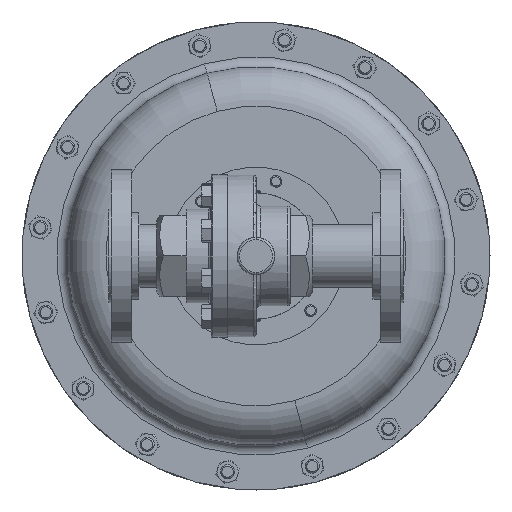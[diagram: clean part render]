
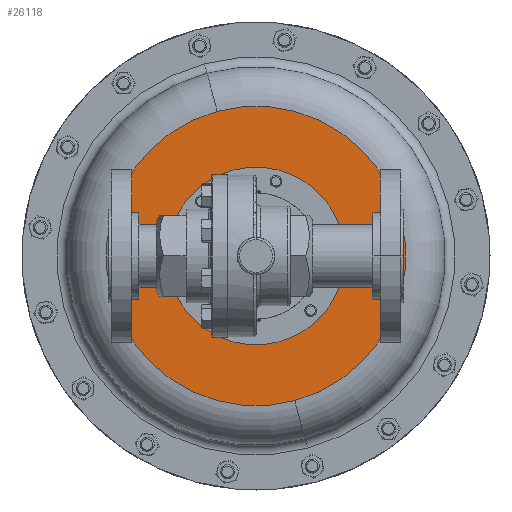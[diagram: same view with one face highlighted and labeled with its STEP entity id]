
A CAD part, front view. The second image highlights one B-rep face of the part: STEP entity #26118.
In plain terms, the highlighted planar face has unit normal (0, -1, 0).
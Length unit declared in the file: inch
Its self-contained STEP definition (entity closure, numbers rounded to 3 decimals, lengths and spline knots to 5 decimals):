
#1604 = DIRECTION ( 'NONE',  ( 0.707, 0., 0.707 ) ) ;
#2703 = EDGE_CURVE ( 'NONE', #21418, #31429, #32565, .T. ) ;
#3973 = VERTEX_POINT ( 'NONE', #32947 ) ;
#7169 = ORIENTED_EDGE ( 'NONE', *, *, #17029, .F. ) ;
#7732 = EDGE_LOOP ( 'NONE', ( #27603, #8626 ) ) ;
#8626 = ORIENTED_EDGE ( 'NONE', *, *, #11404, .T. ) ;
#8686 = CARTESIAN_POINT ( 'NONE',  ( 6.14683, 9.57865, 4.90898 ) ) ;
#8815 = FACE_OUTER_BOUND ( 'NONE', #15197, .T. ) ;
#11404 = EDGE_CURVE ( 'NONE', #27224, #3973, #14888, .T. ) ;
#11506 = CARTESIAN_POINT ( 'NONE',  ( 2.28313, 9.57865, 3.87371 ) ) ;
#11645 = DIRECTION ( 'NONE',  ( 0., -1., 0. ) ) ;
#11979 = CIRCLE ( 'NONE', #35585, 4. ) ;
#11995 = CARTESIAN_POINT ( 'NONE',  ( 2.28313, 9.57865, 3.87371 ) ) ;
#13137 = CIRCLE ( 'NONE', #21199, 2.375 ) ;
#14125 = AXIS2_PLACEMENT_3D ( 'NONE', #8686, #11645, #32220 ) ;
#14464 = DIRECTION ( 'NONE',  ( -0.259, 0., 0.966 ) ) ;
#14888 = CIRCLE ( 'NONE', #34804, 2.375 ) ;
#14960 = DIRECTION ( 'NONE',  ( 0.707, 0., 0.707 ) ) ;
#15197 = EDGE_LOOP ( 'NONE', ( #7169, #23801 ) ) ;
#15617 = CARTESIAN_POINT ( 'NONE',  ( 2.28313, 9.57865, 3.87371 ) ) ;
#17029 = EDGE_CURVE ( 'NONE', #31429, #21418, #11979, .T. ) ;
#18565 = DIRECTION ( 'NONE',  ( -0.259, 0., 0.966 ) ) ;
#19212 = DIRECTION ( 'NONE',  ( 0., 1., 0. ) ) ;
#19361 = CARTESIAN_POINT ( 'NONE',  ( 1.24785, 9.57865, 7.73741 ) ) ;
#21199 = AXIS2_PLACEMENT_3D ( 'NONE', #11995, #32562, #14960 ) ;
#21418 = VERTEX_POINT ( 'NONE', #37965 ) ;
#22269 = EDGE_CURVE ( 'NONE', #3973, #27224, #13137, .T. ) ;
#23801 = ORIENTED_EDGE ( 'NONE', *, *, #2703, .F. ) ;
#24456 = FACE_BOUND ( 'NONE', #7732, .T. ) ;
#26118 = ADVANCED_FACE ( 'NONE', ( #8815, #24456 ), #26282, .T. ) ;
#26282 = PLANE ( 'NONE',  #14125 ) ;
#27224 = VERTEX_POINT ( 'NONE', #31325 ) ;
#27603 = ORIENTED_EDGE ( 'NONE', *, *, #22269, .T. ) ;
#31325 = CARTESIAN_POINT ( 'NONE',  ( 3.96251, 9.57865, 5.55309 ) ) ;
#31429 = VERTEX_POINT ( 'NONE', #19361 ) ;
#32078 = DIRECTION ( 'NONE',  ( 0., 1., 0. ) ) ;
#32220 = DIRECTION ( 'NONE',  ( 0.259, 0., -0.966 ) ) ;
#32562 = DIRECTION ( 'NONE',  ( 0., 1., 0. ) ) ;
#32565 = CIRCLE ( 'NONE', #34890, 4. ) ;
#32947 = CARTESIAN_POINT ( 'NONE',  ( 0.60375, 9.57865, 2.19433 ) ) ;
#34804 = AXIS2_PLACEMENT_3D ( 'NONE', #36847, #19212, #1604 ) ;
#34890 = AXIS2_PLACEMENT_3D ( 'NONE', #11506, #32078, #14464 ) ;
#35585 = AXIS2_PLACEMENT_3D ( 'NONE', #15617, #36193, #18565 ) ;
#36193 = DIRECTION ( 'NONE',  ( 0., 1., 0. ) ) ;
#36847 = CARTESIAN_POINT ( 'NONE',  ( 2.28313, 9.57865, 3.87371 ) ) ;
#37965 = CARTESIAN_POINT ( 'NONE',  ( 3.3184, 9.57865, 0.01 ) ) ;
